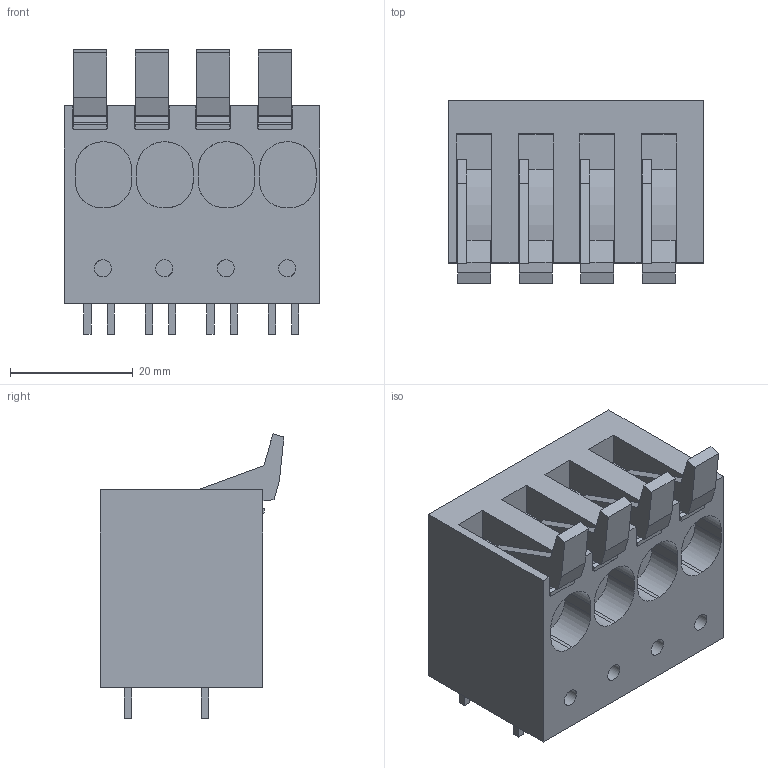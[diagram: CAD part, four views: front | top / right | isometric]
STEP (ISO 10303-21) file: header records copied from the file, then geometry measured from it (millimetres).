
FILE_DESCRIPTION(('CATIA V5 STEP Exchange','CAx-IF Rec.Pracs.--- Model Styling and Organization---1.2---2011-12-15'),'2;1');
FILE_NAME ('D1461227_0', '2018-04-17T10:08:43+00:00', ('none'), ('Weidmueller'), 'CATIA Version 5-6 Release 2014', 'CATIA V5 STEP AP214', 'none');
FILE_SCHEMA(('AUTOMOTIVE_DESIGN { 1 0 10303 214 1 1 1 1 }'));
Length unit declared in the file: millimetre
Products named in the file (1): 1988620000 
Bounding box: 41.58 x 29.9 x 46.24 mm (x, y, z)
Volume: 30563.2 mm3; surface area: 11734.7 mm2
Topology: 13 solids, 13 shells, 310 faces, 868 edges, 596 vertices
Faces by surface type: plane 230, cylinder 80
Entity records: 10369 total; most frequent: CARTESIAN_POINT 2446, ORIENTED_EDGE 1736, DIRECTION 1296, EDGE_CURVE 868, VECTOR 708, LINE 708, VERTEX_POINT 596, AXIS2_PLACEMENT_3D 347
